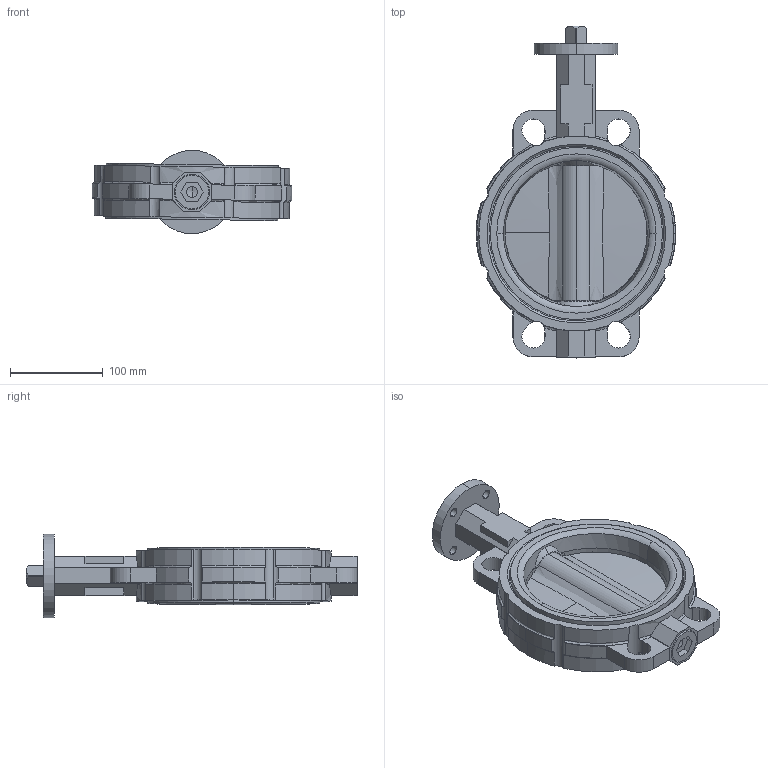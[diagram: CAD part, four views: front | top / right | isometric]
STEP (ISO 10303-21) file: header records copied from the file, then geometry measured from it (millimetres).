
FILE_DESCRIPTION (( 'STEP AP203' ), '1' );
FILE_NAME ('DN150評概蚾饜极.STEP', '2024-08-22T06:25:39', ( '' ), ( '' ), 'SwSTEP 2.0', 'SolidWorks 2018', '' );
FILE_SCHEMA (( 'CONFIG_CONTROL_DESIGN' ));
Length unit declared in the file: millimetre
Products named in the file (12): 躇猾菜え; 旋塞; circlips for hole--type b gb_GB_CONNECTING_PIECE_RINGS_CHB 34; circlips for shaft--type a large gb_GB_CONNECTING_PIECE_RING_RRA 22; DN150概粣; DN150評概蚾饜极; DN150概釱; 粣杶; 狟粣杶; 平垫圈; DN150概啣; DN150概极
Assembly tree (12 placements, depth 2):
  DN150評概蚾饜极
    DN150概粣
    DN150概啣
    DN150概极
    DN150概釱
    狟粣杶
    旋塞
    躇猾菜え
    粣杶  x2
    平垫圈
    circlips for shaft--type a large gb_GB_CONNECTING_PIECE_RING_RRA 22
    circlips for hole--type b gb_GB_CONNECTING_PIECE_RINGS_CHB 34
Bounding box: 215.21 x 357.5 x 89.99 mm (x, y, z)
Volume: 1447738.9 mm3; surface area: 315885.7 mm2
Topology: 12 solids, 12 shells, 817 faces, 2191 edges, 1419 vertices
Faces by surface type: cylinder 428, plane 261, cone 69, torus 47, bspline 12
Entity records: 29555 total; most frequent: CARTESIAN_POINT 7498, DIRECTION 4533, ORIENTED_EDGE 4354, EDGE_CURVE 2177, AXIS2_PLACEMENT_3D 1796, VERTEX_POINT 1411, CIRCLE 982, LINE 941
